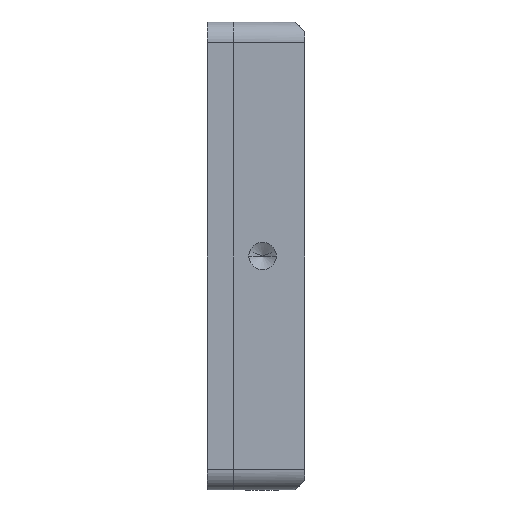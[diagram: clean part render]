
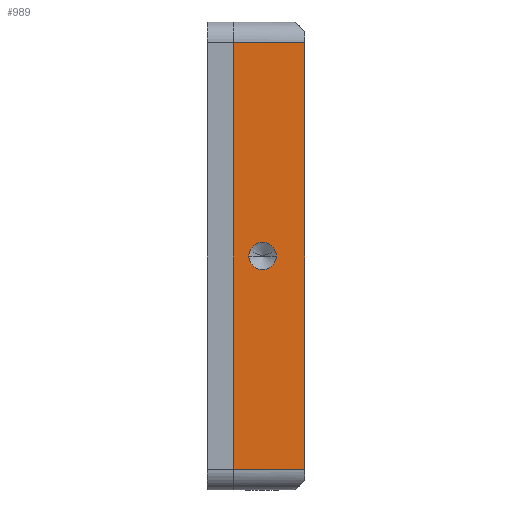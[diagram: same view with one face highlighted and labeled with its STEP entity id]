
A CAD part, left-side view. The second image highlights one B-rep face of the part: STEP entity #989.
In plain terms, the highlighted planar face has unit normal (-1, 0, 0).
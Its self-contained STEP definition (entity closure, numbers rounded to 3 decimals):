
#73 = CARTESIAN_POINT ( 'NONE',  ( -73.35, -35.85, 0. ) ) ;
#106 = CARTESIAN_POINT ( 'NONE',  ( -73.35, -32.675, 11. ) ) ;
#110 = CIRCLE ( 'NONE', #759, 2.1 ) ;
#112 = DIRECTION ( 'NONE',  ( 0., 0., 1. ) ) ;
#120 = LINE ( 'NONE', #1048, #561 ) ;
#262 = LINE ( 'NONE', #73, #1655 ) ;
#310 = EDGE_CURVE ( 'NONE', #1820, #401, #110, .T. ) ;
#383 = ORIENTED_EDGE ( 'NONE', *, *, #2181, .T. ) ;
#401 = VERTEX_POINT ( 'NONE', #1409 ) ;
#407 = DIRECTION ( 'NONE',  ( -1., 0., 0. ) ) ;
#428 = ORIENTED_EDGE ( 'NONE', *, *, #310, .F. ) ;
#469 = CARTESIAN_POINT ( 'NONE',  ( -73.35, -32.675, 11. ) ) ;
#473 = CARTESIAN_POINT ( 'NONE',  ( -73.35, 0., 6.5 ) ) ;
#504 = VERTEX_POINT ( 'NONE', #1632 ) ;
#533 = VERTEX_POINT ( 'NONE', #1162 ) ;
#561 = VECTOR ( 'NONE', #1214, 1000. ) ;
#661 = CARTESIAN_POINT ( 'NONE',  ( -73.35, -35.85, 11. ) ) ;
#757 = LINE ( 'NONE', #1105, #2292 ) ;
#759 = AXIS2_PLACEMENT_3D ( 'NONE', #473, #830, #1923 ) ;
#830 = DIRECTION ( 'NONE',  ( -1., 0., 0. ) ) ;
#899 = AXIS2_PLACEMENT_3D ( 'NONE', #661, #2309, #1040 ) ;
#929 = ORIENTED_EDGE ( 'NONE', *, *, #1969, .F. ) ;
#948 = EDGE_CURVE ( 'NONE', #504, #1416, #2033, .T. ) ;
#989 = ADVANCED_FACE ( 'NONE', ( #1427, #1243 ), #1966, .F. ) ;
#1022 = AXIS2_PLACEMENT_3D ( 'NONE', #1871, #407, #1685 ) ;
#1040 = DIRECTION ( 'NONE',  ( 0., 0., -1. ) ) ;
#1048 = CARTESIAN_POINT ( 'NONE',  ( -73.35, 32.675, 11. ) ) ;
#1105 = CARTESIAN_POINT ( 'NONE',  ( -73.35, -35.85, 11. ) ) ;
#1162 = CARTESIAN_POINT ( 'NONE',  ( -73.35, 32.675, 11. ) ) ;
#1214 = DIRECTION ( 'NONE',  ( 0., 0., -1. ) ) ;
#1243 = FACE_OUTER_BOUND ( 'NONE', #2262, .T. ) ;
#1266 = EDGE_LOOP ( 'NONE', ( #1287, #428 ) ) ;
#1287 = ORIENTED_EDGE ( 'NONE', *, *, #2002, .F. ) ;
#1339 = VERTEX_POINT ( 'NONE', #2083 ) ;
#1409 = CARTESIAN_POINT ( 'NONE',  ( -73.35, 0., 8.6 ) ) ;
#1416 = VERTEX_POINT ( 'NONE', #106 ) ;
#1419 = ORIENTED_EDGE ( 'NONE', *, *, #948, .T. ) ;
#1427 = FACE_BOUND ( 'NONE', #1266, .T. ) ;
#1454 = EDGE_CURVE ( 'NONE', #533, #1339, #120, .T. ) ;
#1517 = CARTESIAN_POINT ( 'NONE',  ( -73.35, 0., 4.4 ) ) ;
#1632 = CARTESIAN_POINT ( 'NONE',  ( -73.35, -32.675, 0. ) ) ;
#1655 = VECTOR ( 'NONE', #2270, 1000. ) ;
#1685 = DIRECTION ( 'NONE',  ( 0., 0., 1. ) ) ;
#1749 = CIRCLE ( 'NONE', #1022, 2.1 ) ;
#1820 = VERTEX_POINT ( 'NONE', #1517 ) ;
#1871 = CARTESIAN_POINT ( 'NONE',  ( -73.35, 0., 6.5 ) ) ;
#1923 = DIRECTION ( 'NONE',  ( 0., 0., 1. ) ) ;
#1966 = PLANE ( 'NONE',  #899 ) ;
#1969 = EDGE_CURVE ( 'NONE', #533, #1416, #757, .T. ) ;
#2002 = EDGE_CURVE ( 'NONE', #401, #1820, #1749, .T. ) ;
#2033 = LINE ( 'NONE', #469, #2286 ) ;
#2083 = CARTESIAN_POINT ( 'NONE',  ( -73.35, 32.675, 0. ) ) ;
#2103 = ORIENTED_EDGE ( 'NONE', *, *, #1454, .T. ) ;
#2181 = EDGE_CURVE ( 'NONE', #1339, #504, #262, .T. ) ;
#2221 = DIRECTION ( 'NONE',  ( 0., -1., 0. ) ) ;
#2262 = EDGE_LOOP ( 'NONE', ( #929, #2103, #383, #1419 ) ) ;
#2270 = DIRECTION ( 'NONE',  ( 0., -1., 0. ) ) ;
#2286 = VECTOR ( 'NONE', #112, 1000. ) ;
#2292 = VECTOR ( 'NONE', #2221, 1000. ) ;
#2309 = DIRECTION ( 'NONE',  ( 1., 0., 0. ) ) ;
